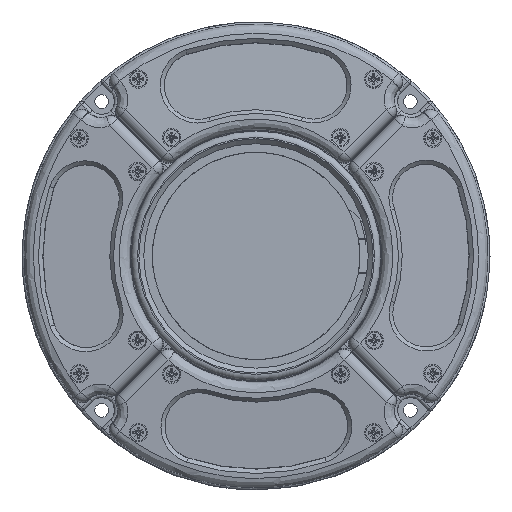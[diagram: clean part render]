
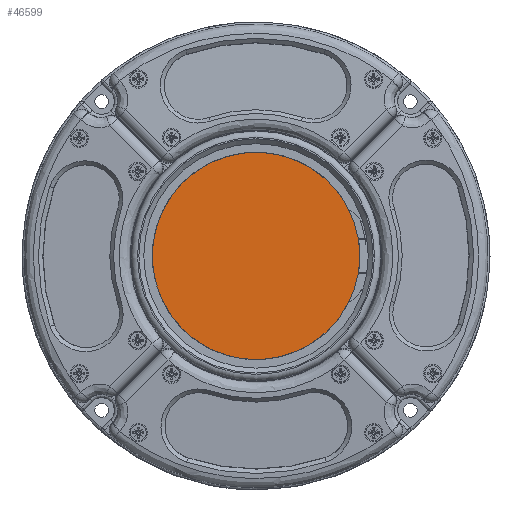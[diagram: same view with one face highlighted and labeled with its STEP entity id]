
A CAD part, top view. The second image highlights one B-rep face of the part: STEP entity #46599.
In plain terms, the highlighted planar face has unit normal (0, 0, 1).
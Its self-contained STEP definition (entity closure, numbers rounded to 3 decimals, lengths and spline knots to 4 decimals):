
#3383=CIRCLE('',#49442,1.3577);
#6294=FACE_OUTER_BOUND('',#9019,.T.);
#9019=EDGE_LOOP('',(#29564));
#17520=VERTEX_POINT('',#68299);
#22152=EDGE_CURVE('',#17520,#17520,#3383,.T.);
#29564=ORIENTED_EDGE('',*,*,#22152,.F.);
#42737=PLANE('',#49443);
#46599=ADVANCED_FACE('',(#6294),#42737,.T.);
#49442=AXIS2_PLACEMENT_3D('',#68300,#55198,#55199);
#49443=AXIS2_PLACEMENT_3D('',#68302,#55201,#55202);
#55198=DIRECTION('center_axis',(0.,0.,-1.));
#55199=DIRECTION('ref_axis',(-0.001,1.,0.));
#55201=DIRECTION('center_axis',(0.,0.,1.));
#55202=DIRECTION('ref_axis',(0.001,-1.,0.));
#68299=CARTESIAN_POINT('',(0.0008,-1.3577,-0.1771));
#68300=CARTESIAN_POINT('Origin',(0.,0.,-0.1771));
#68302=CARTESIAN_POINT('Origin',(0.,0.,-0.1771));
